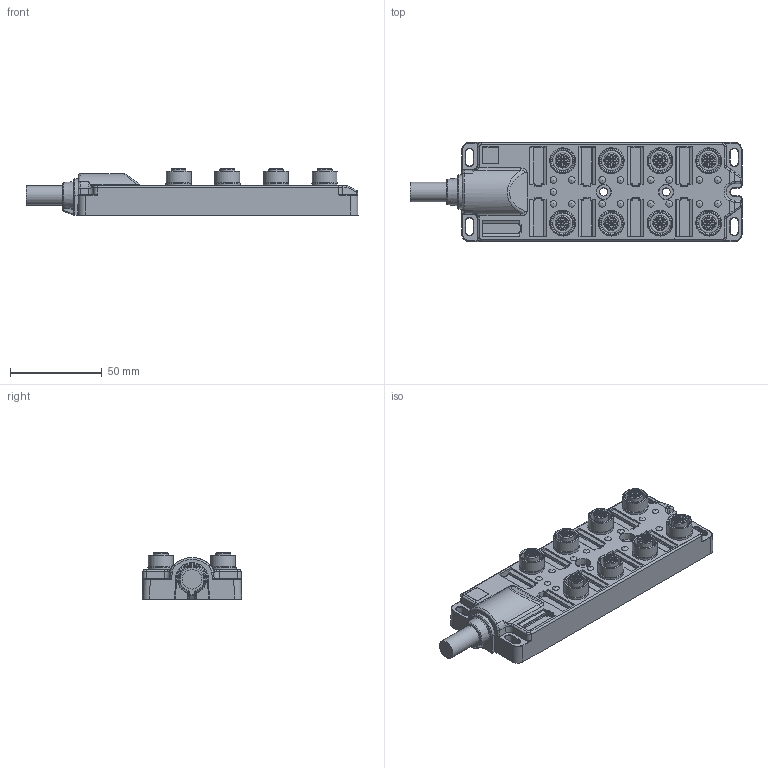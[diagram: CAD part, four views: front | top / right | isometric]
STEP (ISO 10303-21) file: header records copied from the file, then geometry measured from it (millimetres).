
FILE_DESCRIPTION(/* description */ (''),/* implementation_level */ '2;1');
FILE_NAME(/* name */ '8I_OM12-5_4P2C-m_stp.stp',/* time_stamp */ '2018-07-16T09:51:21+02:00',/* author */ (''),/* organization */ (''),/* preprocessor_version */ 'ST-DEVELOPER v16',/* originating_system */ 'SIEMENS PLM Software NX 10.0',/* authorisation */ '');
FILE_SCHEMA (('AUTOMOTIVE_DESIGN { 1 0 10303 214 3 1 1 1 }'));
Products named in the file (1): 8I_OM12-5_4P2C-m_stp
Bounding box: 180.7 x 53.96 x 25.2 mm (x, y, z)
Volume: 134226.6 mm3; surface area: 33451.3 mm2
Topology: 1 solids, 1 shells, 1353 faces, 3297 edges, 2076 vertices
Faces by surface type: cylinder 645, plane 396, bspline 215, cone 37, torus 35, sphere 25
Full cylindrical faces by diameter (mm): 1.15 x40, 1.5 x40, 4.4 x2, 10.6 x1, 11.1 x8, 13.6 x8, 14 x8
Entity records: 46641 total; most frequent: CARTESIAN_POINT 17440, ORIENTED_EDGE 6046, DIRECTION 5814, EDGE_CURVE 3023, AXIS2_PLACEMENT_3D 2282, VERTEX_POINT 1976, EDGE_LOOP 1665, ADVANCED_FACE 1351
